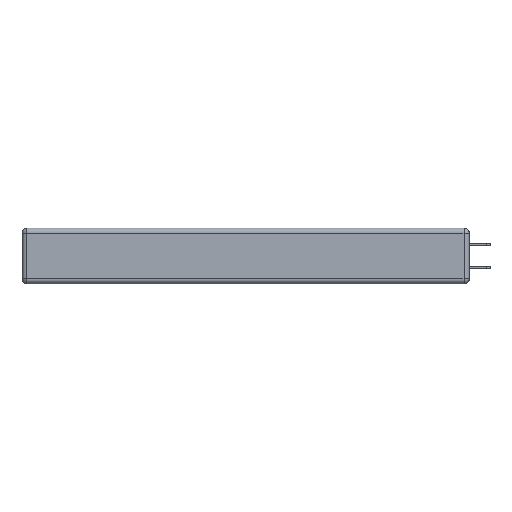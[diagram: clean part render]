
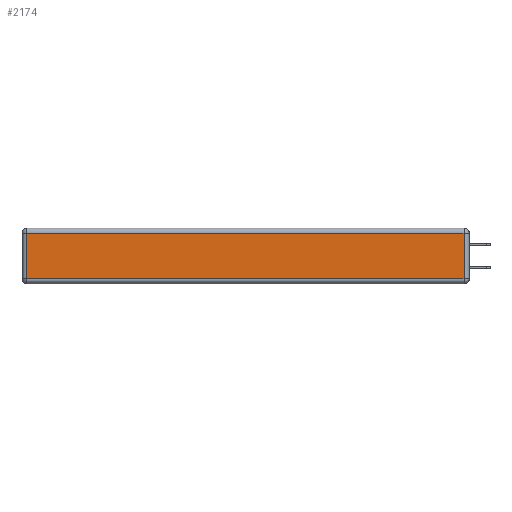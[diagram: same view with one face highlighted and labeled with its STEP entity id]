
A CAD part, left-side view. The second image highlights one B-rep face of the part: STEP entity #2174.
In plain terms, the highlighted planar face has unit normal (-1, 0, 0).
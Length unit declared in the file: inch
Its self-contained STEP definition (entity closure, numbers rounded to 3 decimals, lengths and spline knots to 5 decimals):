
#63 = CARTESIAN_POINT ( 'NONE',  ( 0., 2.72, -0.03 ) ) ;
#260 = EDGE_CURVE ( 'NONE', #12949, #6327, #5717, .T. ) ;
#920 = LINE ( 'NONE', #13820, #10534 ) ;
#1032 = PLANE ( 'NONE',  #1299 ) ;
#1280 = LINE ( 'NONE', #13600, #3721 ) ;
#1299 = AXIS2_PLACEMENT_3D ( 'NONE', #13219, #10089, #3346 ) ;
#2174 = ADVANCED_FACE ( 'NONE', ( #4872 ), #1032, .T. ) ;
#2613 = LINE ( 'NONE', #5692, #4379 ) ;
#3242 = ORIENTED_EDGE ( 'NONE', *, *, #260, .T. ) ;
#3346 = DIRECTION ( 'NONE',  ( 0., 0., 1. ) ) ;
#3721 = VECTOR ( 'NONE', #4588, 39.37008 ) ;
#4379 = VECTOR ( 'NONE', #6642, 39.37008 ) ;
#4568 = ORIENTED_EDGE ( 'NONE', *, *, #6832, .T. ) ;
#4588 = DIRECTION ( 'NONE',  ( 0., 1., 0. ) ) ;
#4872 = FACE_OUTER_BOUND ( 'NONE', #14102, .T. ) ;
#4968 = VERTEX_POINT ( 'NONE', #63 ) ;
#5065 = ORIENTED_EDGE ( 'NONE', *, *, #7730, .T. ) ;
#5306 = EDGE_CURVE ( 'NONE', #12981, #4968, #1280, .T. ) ;
#5692 = CARTESIAN_POINT ( 'NONE',  ( 0., 0.03, -0.343 ) ) ;
#5717 = LINE ( 'NONE', #9714, #6257 ) ;
#6257 = VECTOR ( 'NONE', #11894, 39.37008 ) ;
#6327 = VERTEX_POINT ( 'NONE', #7285 ) ;
#6642 = DIRECTION ( 'NONE',  ( 0., 0., 1. ) ) ;
#6832 = EDGE_CURVE ( 'NONE', #4968, #12949, #920, .T. ) ;
#7285 = CARTESIAN_POINT ( 'NONE',  ( 0., 0.03, -0.313 ) ) ;
#7508 = ORIENTED_EDGE ( 'NONE', *, *, #5306, .T. ) ;
#7730 = EDGE_CURVE ( 'NONE', #6327, #12981, #2613, .T. ) ;
#9277 = DIRECTION ( 'NONE',  ( 0., 0., -1. ) ) ;
#9714 = CARTESIAN_POINT ( 'NONE',  ( 0., 0., -0.313 ) ) ;
#10089 = DIRECTION ( 'NONE',  ( -1., 0., 0. ) ) ;
#10534 = VECTOR ( 'NONE', #9277, 39.37008 ) ;
#10880 = CARTESIAN_POINT ( 'NONE',  ( 0., 0.03, -0.03 ) ) ;
#11894 = DIRECTION ( 'NONE',  ( 0., -1., 0. ) ) ;
#12949 = VERTEX_POINT ( 'NONE', #13133 ) ;
#12981 = VERTEX_POINT ( 'NONE', #10880 ) ;
#13133 = CARTESIAN_POINT ( 'NONE',  ( 0., 2.72, -0.313 ) ) ;
#13219 = CARTESIAN_POINT ( 'NONE',  ( 0., 0., -0.343 ) ) ;
#13600 = CARTESIAN_POINT ( 'NONE',  ( 0., 2.75, -0.03 ) ) ;
#13820 = CARTESIAN_POINT ( 'NONE',  ( 0., 2.72, -0.343 ) ) ;
#14102 = EDGE_LOOP ( 'NONE', ( #3242, #5065, #7508, #4568 ) ) ;
